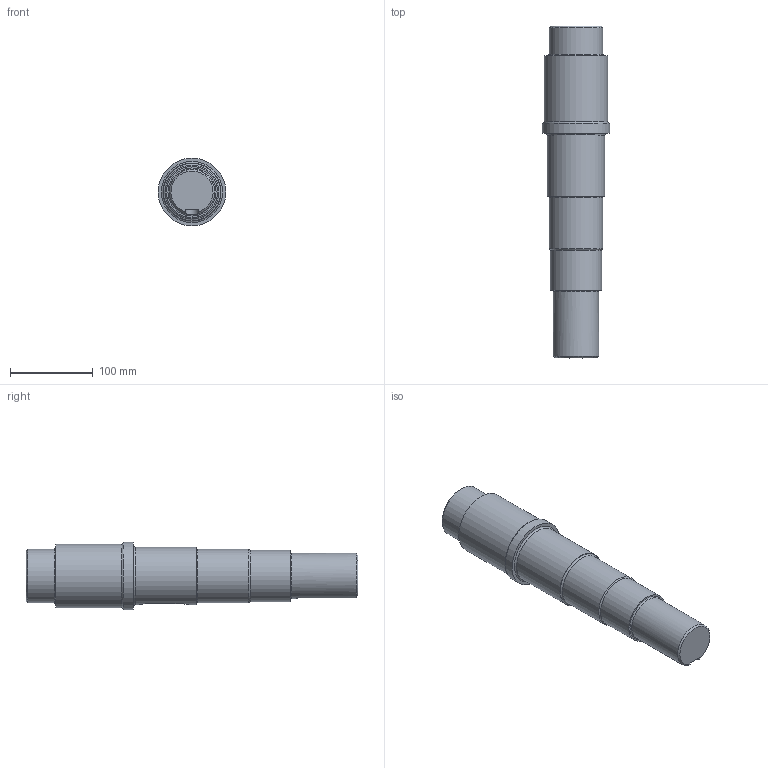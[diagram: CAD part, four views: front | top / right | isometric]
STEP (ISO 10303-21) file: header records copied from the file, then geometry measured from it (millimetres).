
FILE_DESCRIPTION(/* description */ ('Extracted from STEP assembly: NoPmizhou.stp'),/* implementation_level */ '2;1');
FILE_NAME(/* name */ 'part_zhou',/* time_stamp */ '2021-06-07T16:10:49+08:00',/* author */ (''),/* organization */ (''),/* preprocessor_version */ 'ST-DEVELOPER v15',/* originating_system */ 'SIEMENS PLM Software NX 11.0',/* authorisation */ '');
FILE_SCHEMA (('AUTOMOTIVE_DESIGN'));
Length unit declared in the file: millimetre
Products named in the file (1): zhou
Bounding box: 82 x 402 x 82 mm (x, y, z)
Volume: 1400611.4 mm3; surface area: 94715.8 mm2
Topology: 1 solids, 1 shells, 31 faces, 66 edges, 42 vertices
Faces by surface type: plane 13, cylinder 10, torus 6, cone 2
Full cylindrical faces by diameter (mm): 55 x1, 62 x1, 65 x2, 70 x1, 77 x1, 82 x1
Entity records: 766 total; most frequent: CARTESIAN_POINT 154, DIRECTION 129, ORIENTED_EDGE 92, AXIS2_PLACEMENT_3D 56, EDGE_LOOP 51, EDGE_CURVE 46, FACE_BOUND 39, VERTEX_POINT 37
